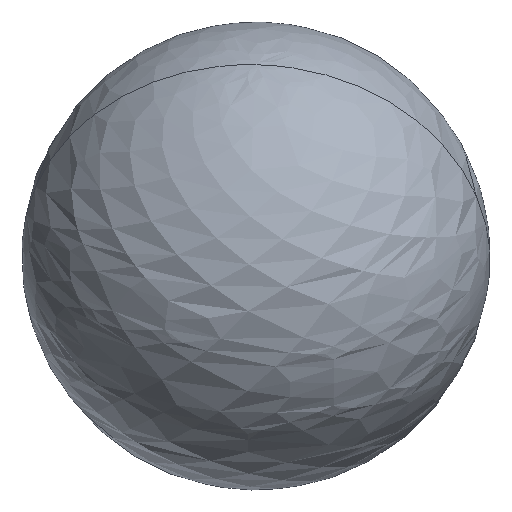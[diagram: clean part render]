
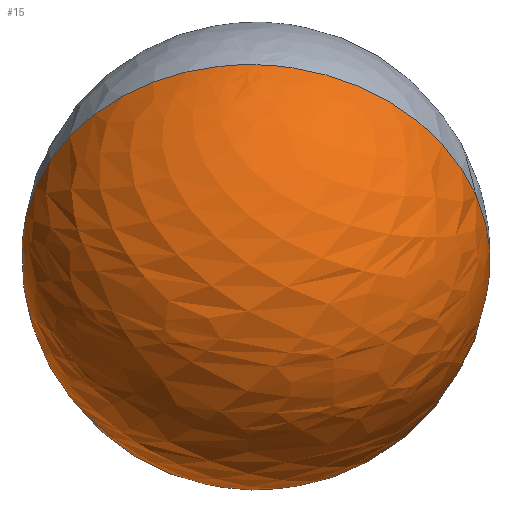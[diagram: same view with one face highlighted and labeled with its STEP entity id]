
A CAD part, isometric view. The second image highlights one B-rep face of the part: STEP entity #15.
In plain terms, the highlighted free-form (B-spline) face has degree [2, 2] with [5, 5] control points.
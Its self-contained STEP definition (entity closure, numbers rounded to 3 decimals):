
#15=ADVANCED_FACE('',(#17),#31,.T.);
#17=FACE_OUTER_BOUND('',#19,.T.);
#19=EDGE_LOOP('',(#22,#23));
#22=ORIENTED_EDGE('',*,*,#24,.T.);
#23=ORIENTED_EDGE('',*,*,#25,.F.);
#24=EDGE_CURVE('',#28,#29,#26,.T.);
#25=EDGE_CURVE('',#28,#29,#27,.T.);
#26=(
BOUNDED_CURVE()
B_SPLINE_CURVE(2,(#178,#179,#180,#181,#182),.UNSPECIFIED.,.F.,.F.)
B_SPLINE_CURVE_WITH_KNOTS((3,2,3),(-42.062,0.,42.062),
 .UNSPECIFIED.)
CURVE()
GEOMETRIC_REPRESENTATION_ITEM()
RATIONAL_B_SPLINE_CURVE((1.,0.707,1.,0.707,1.))
REPRESENTATION_ITEM('')
);
#27=(
BOUNDED_CURVE()
B_SPLINE_CURVE(2,(#183,#184,#185,#186,#187),.UNSPECIFIED.,.F.,.F.)
B_SPLINE_CURVE_WITH_KNOTS((3,2,3),(-42.062,0.,42.062),
 .UNSPECIFIED.)
CURVE()
GEOMETRIC_REPRESENTATION_ITEM()
RATIONAL_B_SPLINE_CURVE((1.,0.707,1.,0.707,1.))
REPRESENTATION_ITEM('')
);
#28=VERTEX_POINT('',#176);
#29=VERTEX_POINT('',#177);
#31=(
BOUNDED_SURFACE()
B_SPLINE_SURFACE(2,2,((#151,#152,#153,#154,#155),(#156,#157,#158,#159,#160),
(#161,#162,#163,#164,#165),(#166,#167,#168,#169,#170),(#171,#172,#173,#174,
#175)),.UNSPECIFIED.,.F.,.F.,.F.)
B_SPLINE_SURFACE_WITH_KNOTS((3,2,3),(3,2,3),(84.124,126.186,
168.248),(-42.062,0.,42.062),.UNSPECIFIED.)
GEOMETRIC_REPRESENTATION_ITEM()
RATIONAL_B_SPLINE_SURFACE(((1.,0.707,1.,0.707,1.),
(0.707,0.5,0.707,0.5,0.707),(1.,0.707,
1.,0.707,1.),(0.707,0.5,0.707,0.5,0.707),
(1.,0.707,1.,0.707,1.)))
REPRESENTATION_ITEM('')
SURFACE()
);
#151=CARTESIAN_POINT('',(-37.546,2.639,-26.778));
#152=CARTESIAN_POINT('',(-55.78,22.249,-26.778));
#153=CARTESIAN_POINT('',(-55.78,22.249,0.));
#154=CARTESIAN_POINT('',(-55.78,22.249,26.778));
#155=CARTESIAN_POINT('',(-37.546,2.639,26.778));
#156=CARTESIAN_POINT('',(-37.546,2.639,-26.778));
#157=CARTESIAN_POINT('',(-75.39,4.015,-26.778));
#158=CARTESIAN_POINT('',(-75.39,4.015,0.));
#159=CARTESIAN_POINT('',(-75.39,4.015,26.778));
#160=CARTESIAN_POINT('',(-37.546,2.639,26.778));
#161=CARTESIAN_POINT('',(-37.546,2.639,-26.778));
#162=CARTESIAN_POINT('',(-57.157,-15.595,-26.778));
#163=CARTESIAN_POINT('',(-57.157,-15.595,0.));
#164=CARTESIAN_POINT('',(-57.157,-15.595,26.778));
#165=CARTESIAN_POINT('',(-37.546,2.639,26.778));
#166=CARTESIAN_POINT('',(-37.546,2.639,-26.778));
#167=CARTESIAN_POINT('',(-38.923,-35.206,-26.778));
#168=CARTESIAN_POINT('',(-38.923,-35.206,0.));
#169=CARTESIAN_POINT('',(-38.923,-35.206,26.778));
#170=CARTESIAN_POINT('',(-37.546,2.639,26.778));
#171=CARTESIAN_POINT('',(-37.546,2.639,-26.778));
#172=CARTESIAN_POINT('',(-19.312,-16.972,-26.778));
#173=CARTESIAN_POINT('',(-19.312,-16.972,0.));
#174=CARTESIAN_POINT('',(-19.312,-16.972,26.778));
#175=CARTESIAN_POINT('',(-37.546,2.639,26.778));
#176=CARTESIAN_POINT('',(-37.546,2.639,-26.778));
#177=CARTESIAN_POINT('',(-37.546,2.639,26.778));
#178=CARTESIAN_POINT('',(-37.546,2.639,-26.778));
#179=CARTESIAN_POINT('',(-19.312,-16.972,-26.778));
#180=CARTESIAN_POINT('',(-19.312,-16.972,0.));
#181=CARTESIAN_POINT('',(-19.312,-16.972,26.778));
#182=CARTESIAN_POINT('',(-37.546,2.639,26.778));
#183=CARTESIAN_POINT('',(-37.546,2.639,-26.778));
#184=CARTESIAN_POINT('',(-55.78,22.249,-26.778));
#185=CARTESIAN_POINT('',(-55.78,22.249,0.));
#186=CARTESIAN_POINT('',(-55.78,22.249,26.778));
#187=CARTESIAN_POINT('',(-37.546,2.639,26.778));
